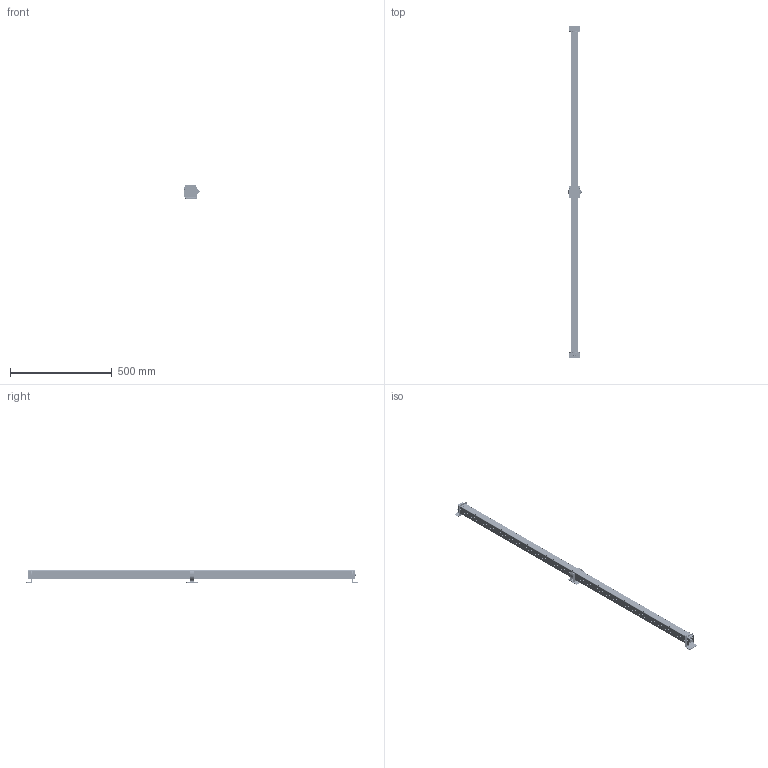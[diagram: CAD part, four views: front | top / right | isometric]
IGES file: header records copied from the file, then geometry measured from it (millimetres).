
Start section:  PTC IGES file: 139510.igs
Global section: file name: 139510.igs; native system: Creo Parametric by Parametric Technology Corporation; preprocessor: 2013230; author: pdmadmin; organization: Unknown; date: 20151202.101322; units: millimetre
Bounding box: 78.41 x 1627.96 x 64.38 mm (x, y, z)
Volume: 1050065.2 mm3; surface area: 3329347.4 mm2
Topology: 38 solids, 51 shells, 7682 faces, 39380 edges, 49223 vertices
Faces by surface type: bspline 4710, revolution 2972
